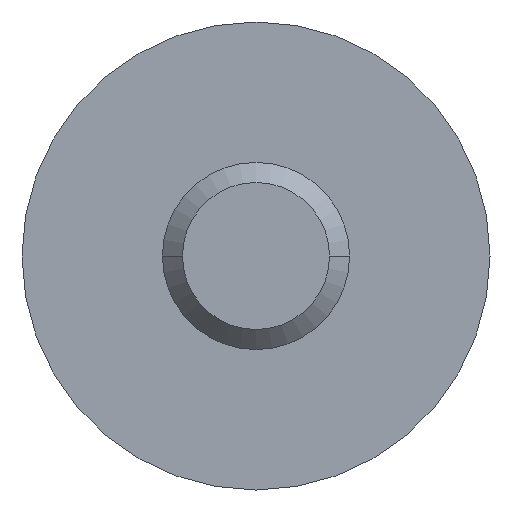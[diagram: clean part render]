
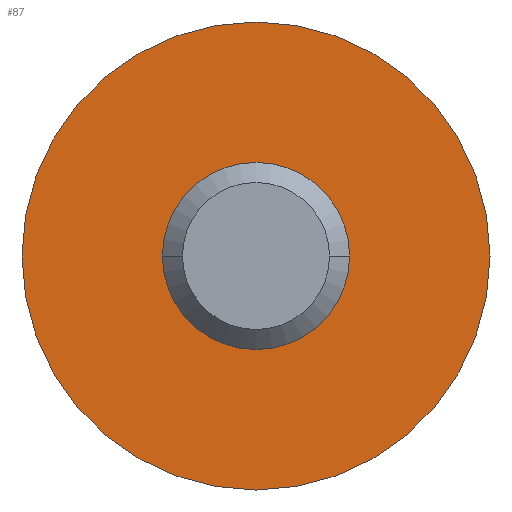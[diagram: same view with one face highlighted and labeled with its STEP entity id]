
A CAD part, front view. The second image highlights one B-rep face of the part: STEP entity #87.
In plain terms, the highlighted planar face has unit normal (0, -1, 0).
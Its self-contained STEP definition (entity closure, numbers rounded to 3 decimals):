
#87=ADVANCED_FACE('',(#120,#121),#122,.T.);
#120=FACE_OUTER_BOUND('',#162,.T.);
#121=FACE_BOUND('',#163,.T.);
#122=PLANE('',#164);
#162=EDGE_LOOP('',(#267,#268));
#163=EDGE_LOOP('',(#269,#270));
#164=AXIS2_PLACEMENT_3D('',#271,#272,#273);
#267=ORIENTED_EDGE('',*,*,#347,.F.);
#268=ORIENTED_EDGE('',*,*,#360,.F.);
#269=ORIENTED_EDGE('',*,*,#353,.T.);
#270=ORIENTED_EDGE('',*,*,#359,.T.);
#271=CARTESIAN_POINT('',(3.5,-5.0,0.));
#272=DIRECTION('',(0.0,-1.0,0.0));
#273=DIRECTION('',(0.0,0.0,-1.0));
#347=EDGE_CURVE('',#405,#408,#409,.T.);
#353=EDGE_CURVE('',#413,#417,#419,.T.);
#359=EDGE_CURVE('',#417,#413,#427,.T.);
#360=EDGE_CURVE('',#408,#405,#428,.T.);
#405=VERTEX_POINT('',#479);
#408=VERTEX_POINT('',#483);
#409=CIRCLE('',#484,5.0);
#413=VERTEX_POINT('',#489);
#417=VERTEX_POINT('',#494);
#419=CIRCLE('',#497,2.0);
#427=CIRCLE('',#507,2.0);
#428=CIRCLE('',#508,5.0);
#479=CARTESIAN_POINT('',(5.0,-5.0,0.));
#483=CARTESIAN_POINT('',(-5.0,-5.0,0.));
#484=AXIS2_PLACEMENT_3D('',#569,#570,#571);
#489=CARTESIAN_POINT('',(2.0,-5.0,0.));
#494=CARTESIAN_POINT('',(-2.0,-5.0,0.));
#497=AXIS2_PLACEMENT_3D('',#581,#582,#583);
#507=AXIS2_PLACEMENT_3D('',#595,#596,#597);
#508=AXIS2_PLACEMENT_3D('',#598,#599,#600);
#569=CARTESIAN_POINT('',(0.0,-5.0,0.0));
#570=DIRECTION('',(0.0,1.0,0.0));
#571=DIRECTION('',(1.0,0.0,0.));
#581=CARTESIAN_POINT('',(0.0,-5.0,0.0));
#582=DIRECTION('',(0.0,1.0,0.0));
#583=DIRECTION('',(1.0,0.0,0.));
#595=CARTESIAN_POINT('',(0.0,-5.0,0.0));
#596=DIRECTION('',(0.0,1.0,0.0));
#597=DIRECTION('',(1.0,0.0,0.));
#598=CARTESIAN_POINT('',(0.0,-5.0,0.0));
#599=DIRECTION('',(0.0,1.0,0.0));
#600=DIRECTION('',(1.0,0.0,0.));
